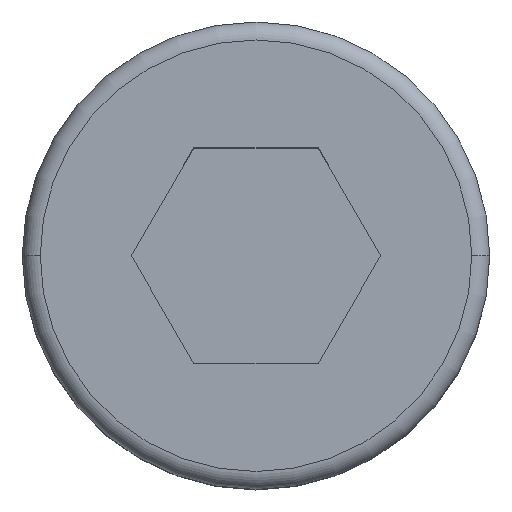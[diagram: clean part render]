
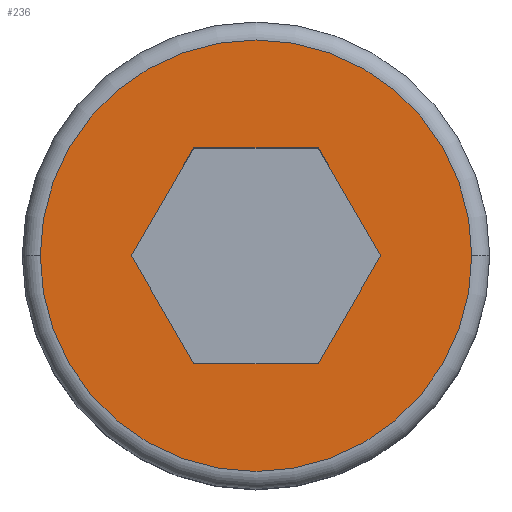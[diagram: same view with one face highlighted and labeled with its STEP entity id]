
A CAD part, top view. The second image highlights one B-rep face of the part: STEP entity #236.
In plain terms, the highlighted planar face has unit normal (0, 0, 1).
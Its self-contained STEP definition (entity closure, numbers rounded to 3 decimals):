
#10 = CARTESIAN_POINT ( 'NONE',  ( 6., 0., 28. ) ) ;
#12 = DIRECTION ( 'NONE',  ( 0., 0., 1. ) ) ;
#17 = CIRCLE ( 'NONE', #371, 6. ) ;
#29 = EDGE_CURVE ( 'NONE', #281, #115, #124, .T. ) ;
#33 = EDGE_CURVE ( 'NONE', #264, #540, #17, .T. ) ;
#37 = VERTEX_POINT ( 'NONE', #529 ) ;
#47 = VECTOR ( 'NONE', #136, 1000. ) ;
#50 = CARTESIAN_POINT ( 'NONE',  ( -3.464, 0., 28. ) ) ;
#62 = DIRECTION ( 'NONE',  ( 0.5, -0.866, 0. ) ) ;
#64 = DIRECTION ( 'NONE',  ( 1., 0., 0. ) ) ;
#72 = EDGE_CURVE ( 'NONE', #188, #281, #473, .T. ) ;
#83 = ORIENTED_EDGE ( 'NONE', *, *, #160, .F. ) ;
#88 = DIRECTION ( 'NONE',  ( -1., 0., 0. ) ) ;
#100 = VECTOR ( 'NONE', #357, 1000. ) ;
#115 = VERTEX_POINT ( 'NONE', #393 ) ;
#124 = LINE ( 'NONE', #317, #100 ) ;
#132 = CARTESIAN_POINT ( 'NONE',  ( -3.464, 0., 28. ) ) ;
#136 = DIRECTION ( 'NONE',  ( -0.5, -0.866, 0. ) ) ;
#139 = VECTOR ( 'NONE', #409, 1000. ) ;
#157 = VERTEX_POINT ( 'NONE', #132 ) ;
#159 = ORIENTED_EDGE ( 'NONE', *, *, #512, .T. ) ;
#160 = EDGE_CURVE ( 'NONE', #115, #259, #350, .T. ) ;
#161 = LINE ( 'NONE', #50, #47 ) ;
#175 = AXIS2_PLACEMENT_3D ( 'NONE', #183, #445, #265 ) ;
#179 = DIRECTION ( 'NONE',  ( 1., 0., 0. ) ) ;
#183 = CARTESIAN_POINT ( 'NONE',  ( 0., 0., 28. ) ) ;
#185 = CARTESIAN_POINT ( 'NONE',  ( 0., 0., 28. ) ) ;
#188 = VERTEX_POINT ( 'NONE', #429 ) ;
#190 = ORIENTED_EDGE ( 'NONE', *, *, #238, .F. ) ;
#201 = LINE ( 'NONE', #448, #468 ) ;
#218 = VECTOR ( 'NONE', #392, 1000. ) ;
#219 = CIRCLE ( 'NONE', #175, 6. ) ;
#224 = CARTESIAN_POINT ( 'NONE',  ( 0., 0., 28. ) ) ;
#235 = EDGE_LOOP ( 'NONE', ( #159, #280 ) ) ;
#236 = ADVANCED_FACE ( 'NONE', ( #422, #312 ), #363, .T. ) ;
#238 = EDGE_CURVE ( 'NONE', #157, #37, #201, .T. ) ;
#242 = EDGE_CURVE ( 'NONE', #37, #188, #380, .T. ) ;
#259 = VERTEX_POINT ( 'NONE', #460 ) ;
#260 = CARTESIAN_POINT ( 'NONE',  ( 3.464, 0., 28. ) ) ;
#264 = VERTEX_POINT ( 'NONE', #329 ) ;
#265 = DIRECTION ( 'NONE',  ( 1., 0., 0. ) ) ;
#280 = ORIENTED_EDGE ( 'NONE', *, *, #33, .T. ) ;
#281 = VERTEX_POINT ( 'NONE', #405 ) ;
#295 = ORIENTED_EDGE ( 'NONE', *, *, #72, .F. ) ;
#312 = FACE_BOUND ( 'NONE', #420, .T. ) ;
#317 = CARTESIAN_POINT ( 'NONE',  ( 3.464, 0., 28. ) ) ;
#329 = CARTESIAN_POINT ( 'NONE',  ( -6., 0., 28. ) ) ;
#350 = LINE ( 'NONE', #351, #430 ) ;
#351 = CARTESIAN_POINT ( 'NONE',  ( -1.732, 3., 28. ) ) ;
#357 = DIRECTION ( 'NONE',  ( -0.5, 0.866, 0. ) ) ;
#363 = PLANE ( 'NONE',  #375 ) ;
#371 = AXIS2_PLACEMENT_3D ( 'NONE', #224, #12, #179 ) ;
#373 = CARTESIAN_POINT ( 'NONE',  ( -1.732, -3., 28. ) ) ;
#375 = AXIS2_PLACEMENT_3D ( 'NONE', #185, #504, #64 ) ;
#380 = LINE ( 'NONE', #373, #139 ) ;
#392 = DIRECTION ( 'NONE',  ( 0.5, 0.866, 0. ) ) ;
#393 = CARTESIAN_POINT ( 'NONE',  ( 1.732, 3., 28. ) ) ;
#405 = CARTESIAN_POINT ( 'NONE',  ( 3.464, 0., 28. ) ) ;
#409 = DIRECTION ( 'NONE',  ( 1., 0., 0. ) ) ;
#420 = EDGE_LOOP ( 'NONE', ( #295, #555, #190, #551, #83, #431 ) ) ;
#422 = FACE_OUTER_BOUND ( 'NONE', #235, .T. ) ;
#429 = CARTESIAN_POINT ( 'NONE',  ( 1.732, -3., 28. ) ) ;
#430 = VECTOR ( 'NONE', #88, 1000. ) ;
#431 = ORIENTED_EDGE ( 'NONE', *, *, #29, .F. ) ;
#445 = DIRECTION ( 'NONE',  ( 0., 0., 1. ) ) ;
#448 = CARTESIAN_POINT ( 'NONE',  ( -3.464, 0., 28. ) ) ;
#460 = CARTESIAN_POINT ( 'NONE',  ( -1.732, 3., 28. ) ) ;
#468 = VECTOR ( 'NONE', #62, 1000. ) ;
#473 = LINE ( 'NONE', #260, #218 ) ;
#504 = DIRECTION ( 'NONE',  ( 0., 0., 1. ) ) ;
#512 = EDGE_CURVE ( 'NONE', #540, #264, #219, .T. ) ;
#529 = CARTESIAN_POINT ( 'NONE',  ( -1.732, -3., 28. ) ) ;
#540 = VERTEX_POINT ( 'NONE', #10 ) ;
#550 = EDGE_CURVE ( 'NONE', #259, #157, #161, .T. ) ;
#551 = ORIENTED_EDGE ( 'NONE', *, *, #550, .F. ) ;
#555 = ORIENTED_EDGE ( 'NONE', *, *, #242, .F. ) ;
